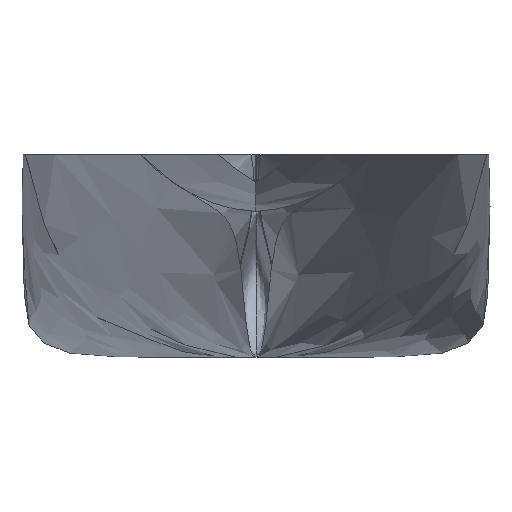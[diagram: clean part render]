
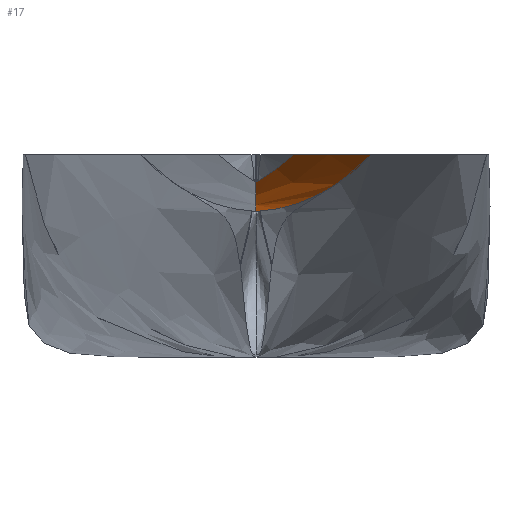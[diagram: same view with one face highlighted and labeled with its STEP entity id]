
A CAD part, left-side view. The second image highlights one B-rep face of the part: STEP entity #17.
In plain terms, the highlighted free-form (B-spline) face has degree [2, 2] with [3, 3] control points.
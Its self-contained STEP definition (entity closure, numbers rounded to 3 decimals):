
#17 = ADVANCED_FACE('',(#18),#52,.T.);
#18 = FACE_BOUND('',#19,.T.);
#19 = EDGE_LOOP('',(#20,#30,#38,#46));
#20 = ORIENTED_EDGE('',*,*,#21,.T.);
#21 = EDGE_CURVE('',#22,#24,#26,.T.);
#22 = VERTEX_POINT('',#23);
#23 = CARTESIAN_POINT('',(0.,0.,12200.732));
#24 = VERTEX_POINT('',#25);
#25 = CARTESIAN_POINT('',(15411.451,0.,10164.067));
#26 = B_SPLINE_CURVE_WITH_KNOTS('',2,(#27,#28,#29),.UNSPECIFIED.,.F.,.F.
  ,(3,3),(0.,12.772),.PIECEWISE_BEZIER_KNOTS.);
#27 = CARTESIAN_POINT('',(0.,0.,12200.732));
#28 = CARTESIAN_POINT('',(4173.935,0.,10683.552));
#29 = CARTESIAN_POINT('',(15411.451,0.,10164.067));
#30 = ORIENTED_EDGE('',*,*,#31,.T.);
#31 = EDGE_CURVE('',#24,#32,#34,.T.);
#32 = VERTEX_POINT('',#33);
#33 = CARTESIAN_POINT('',(15411.451,-8052.483,
    14127.163));
#34 = B_SPLINE_CURVE_WITH_KNOTS('',2,(#35,#36,#37),.UNSPECIFIED.,.F.,.F.
  ,(3,3),(0.,7.505),.PIECEWISE_BEZIER_KNOTS.);
#35 = CARTESIAN_POINT('',(15411.451,0.,10164.067));
#36 = CARTESIAN_POINT('',(15411.451,-4441.218,
    10397.816));
#37 = CARTESIAN_POINT('',(15411.451,-8052.483,
    14127.163));
#38 = ORIENTED_EDGE('',*,*,#39,.T.);
#39 = EDGE_CURVE('',#32,#40,#42,.T.);
#40 = VERTEX_POINT('',#41);
#41 = CARTESIAN_POINT('',(0.,-2619.947,14127.163));
#42 = B_SPLINE_CURVE_WITH_KNOTS('',2,(#43,#44,#45),.UNSPECIFIED.,.F.,.F.
  ,(3,3),(-12.772,0.),.PIECEWISE_BEZIER_KNOTS.);
#43 = CARTESIAN_POINT('',(15411.451,-8052.483,
    14127.163));
#44 = CARTESIAN_POINT('',(4173.935,-4776.596,
    14127.163));
#45 = CARTESIAN_POINT('',(0.,-2619.947,14127.163));
#46 = ORIENTED_EDGE('',*,*,#47,.T.);
#47 = EDGE_CURVE('',#40,#22,#48,.T.);
#48 = B_SPLINE_CURVE_WITH_KNOTS('',2,(#49,#50,#51),.UNSPECIFIED.,.F.,.F.
  ,(3,3),(-7.505,0.),.PIECEWISE_BEZIER_KNOTS.);
#49 = CARTESIAN_POINT('',(0.,-2619.947,14127.163));
#50 = CARTESIAN_POINT('',(0.,-1524.446,13111.329));
#51 = CARTESIAN_POINT('',(0.,0.,12200.732));
#52 = B_SPLINE_SURFACE_WITH_KNOTS('',2,2,(
    (#53,#54,#55)
    ,(#56,#57,#58)
    ,(#59,#60,#61
    )),.UNSPECIFIED.,.F.,.F.,.F.,(3,3),(3,3),(0.,12.772),(0.,
    7.505),.PIECEWISE_BEZIER_KNOTS.);
#53 = CARTESIAN_POINT('',(0.,0.,12200.732));
#54 = CARTESIAN_POINT('',(0.,-1524.446,13111.329));
#55 = CARTESIAN_POINT('',(0.,-2619.947,14127.163));
#56 = CARTESIAN_POINT('',(4173.935,0.,10683.552));
#57 = CARTESIAN_POINT('',(4173.935,-2225.691,
    11901.935));
#58 = CARTESIAN_POINT('',(4173.935,-4776.596,
    14127.163));
#59 = CARTESIAN_POINT('',(15411.451,0.,10164.067));
#60 = CARTESIAN_POINT('',(15411.451,-4441.218,
    10397.816));
#61 = CARTESIAN_POINT('',(15411.451,-8052.483,
    14127.163));
